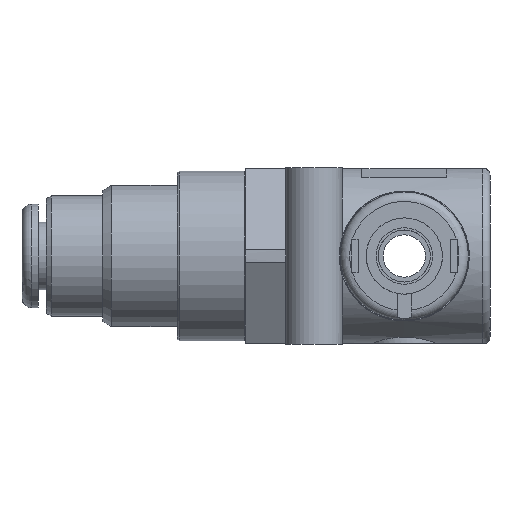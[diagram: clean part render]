
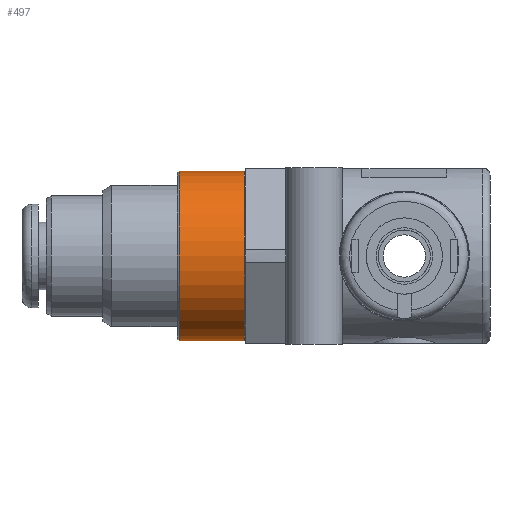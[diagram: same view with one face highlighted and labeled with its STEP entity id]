
A CAD part, left-side view. The second image highlights one B-rep face of the part: STEP entity #497.
In plain terms, the highlighted cylindrical face has radius 9 mm (diameter 18 mm), a full revolution.
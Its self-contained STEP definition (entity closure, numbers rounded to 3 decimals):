
#497 = ADVANCED_FACE( '', ( #1057, #1058 ), #1059, .T. );
#1057 = FACE_OUTER_BOUND( '', #1728, .T. );
#1058 = FACE_OUTER_BOUND( '', #1729, .T. );
#1059 = CYLINDRICAL_SURFACE( '', #1730, 9. );
#1728 = EDGE_LOOP( '', ( #2786 ) );
#1729 = EDGE_LOOP( '', ( #2787, #2788, #2789, #2790, #2791, #2792 ) );
#1730 = AXIS2_PLACEMENT_3D( '', #2793, #2794, #2795 );
#2786 = ORIENTED_EDGE( '', *, *, #3660, .F. );
#2787 = ORIENTED_EDGE( '', *, *, #3904, .T. );
#2788 = ORIENTED_EDGE( '', *, *, #3905, .T. );
#2789 = ORIENTED_EDGE( '', *, *, #3800, .T. );
#2790 = ORIENTED_EDGE( '', *, *, #3891, .T. );
#2791 = ORIENTED_EDGE( '', *, *, #3906, .T. );
#2792 = ORIENTED_EDGE( '', *, *, #3907, .T. );
#2793 = CARTESIAN_POINT( '', ( 23., 0., 0. ) );
#2794 = DIRECTION( '', ( -1., 0., 0. ) );
#2795 = DIRECTION( '', ( 0., 0., -1. ) );
#3660 = EDGE_CURVE( '', #4300, #4300, #4301, .T. );
#3800 = EDGE_CURVE( '', #4529, #4527, #4530, .T. );
#3891 = EDGE_CURVE( '', #4527, #4573, #4660, .T. );
#3904 = EDGE_CURVE( '', #4677, #4110, #4678, .T. );
#3905 = EDGE_CURVE( '', #4110, #4529, #4679, .T. );
#3906 = EDGE_CURVE( '', #4573, #4425, #4680, .T. );
#3907 = EDGE_CURVE( '', #4425, #4677, #4681, .T. );
#4110 = VERTEX_POINT( '', #4942 );
#4300 = VERTEX_POINT( '', #5186 );
#4301 = CIRCLE( '', #5187, 9. );
#4425 = VERTEX_POINT( '', #5355 );
#4527 = VERTEX_POINT( '', #5520 );
#4529 = VERTEX_POINT( '', #5523 );
#4530 = CIRCLE( '', #5524, 9. );
#4573 = VERTEX_POINT( '', #5592 );
#4660 = CIRCLE( '', #5739, 9. );
#4677 = VERTEX_POINT( '', #5761 );
#4678 = CIRCLE( '', #5762, 9. );
#4679 = CIRCLE( '', #5763, 9. );
#4680 = CIRCLE( '', #5764, 9. );
#4681 = CIRCLE( '', #5765, 9. );
#4942 = CARTESIAN_POINT( '', ( 2., 7.794, -4.5 ) );
#5186 = CARTESIAN_POINT( '', ( 8.9, 0., -9. ) );
#5187 = AXIS2_PLACEMENT_3D( '', #6798, #6799, #6800 );
#5355 = CARTESIAN_POINT( '', ( 2., -7.794, -4.5 ) );
#5520 = CARTESIAN_POINT( '', ( 2., 0., 9. ) );
#5523 = CARTESIAN_POINT( '', ( 2., 7.794, 4.5 ) );
#5524 = AXIS2_PLACEMENT_3D( '', #6990, #6991, #6992 );
#5592 = CARTESIAN_POINT( '', ( 2., -7.794, 4.5 ) );
#5739 = AXIS2_PLACEMENT_3D( '', #7100, #7101, #7102 );
#5761 = CARTESIAN_POINT( '', ( 2., 0., -9. ) );
#5762 = AXIS2_PLACEMENT_3D( '', #7114, #7115, #7116 );
#5763 = AXIS2_PLACEMENT_3D( '', #7117, #7118, #7119 );
#5764 = AXIS2_PLACEMENT_3D( '', #7120, #7121, #7122 );
#5765 = AXIS2_PLACEMENT_3D( '', #7123, #7124, #7125 );
#6798 = CARTESIAN_POINT( '', ( 8.9, 0., 0. ) );
#6799 = DIRECTION( '', ( 1., 0., 0. ) );
#6800 = DIRECTION( '', ( 0., 0., -1. ) );
#6990 = CARTESIAN_POINT( '', ( 2., 0., 0. ) );
#6991 = DIRECTION( '', ( 1., 0., 0. ) );
#6992 = DIRECTION( '', ( 0., 0., -1. ) );
#7100 = CARTESIAN_POINT( '', ( 2., 0., 0. ) );
#7101 = DIRECTION( '', ( 1., 0., 0. ) );
#7102 = DIRECTION( '', ( 0., 0., -1. ) );
#7114 = CARTESIAN_POINT( '', ( 2., 0., 0. ) );
#7115 = DIRECTION( '', ( 1., 0., 0. ) );
#7116 = DIRECTION( '', ( 0., 0., -1. ) );
#7117 = CARTESIAN_POINT( '', ( 2., 0., 0. ) );
#7118 = DIRECTION( '', ( 1., 0., 0. ) );
#7119 = DIRECTION( '', ( 0., 0., -1. ) );
#7120 = CARTESIAN_POINT( '', ( 2., 0., 0. ) );
#7121 = DIRECTION( '', ( 1., 0., 0. ) );
#7122 = DIRECTION( '', ( 0., 0., -1. ) );
#7123 = CARTESIAN_POINT( '', ( 2., 0., 0. ) );
#7124 = DIRECTION( '', ( 1., 0., 0. ) );
#7125 = DIRECTION( '', ( 0., 0., -1. ) );
